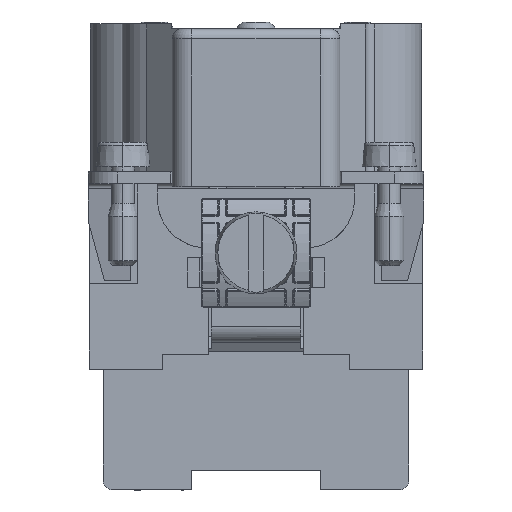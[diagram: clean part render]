
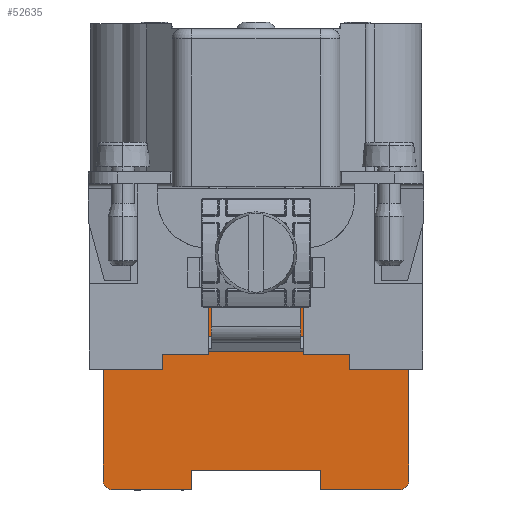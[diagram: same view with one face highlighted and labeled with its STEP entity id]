
A CAD part, front view. The second image highlights one B-rep face of the part: STEP entity #52635.
In plain terms, the highlighted planar face has unit normal (0, -1, 0).
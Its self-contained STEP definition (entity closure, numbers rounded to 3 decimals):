
#52489=AXIS2_PLACEMENT_3D('Plane Axis2P3D',#52486,#52487,#52488) ;
#52547=AXIS2_PLACEMENT_3D('Circle Axis2P3D',#52545,#52546,$) ;
#52589=AXIS2_PLACEMENT_3D('Circle Axis2P3D',#52587,#52588,$) ;
#48389=CARTESIAN_POINT('Vertex',(20.4,14.5,18.75)) ;
#48431=CARTESIAN_POINT('Vertex',(13.603,14.5,18.75)) ;
#48434=CARTESIAN_POINT('Line Origine',(17.001,14.5,18.75)) ;
#52441=CARTESIAN_POINT('Vertex',(12.2,14.5,16.05)) ;
#52444=CARTESIAN_POINT('Line Origine',(12.2,14.5,17.4)) ;
#52448=CARTESIAN_POINT('Vertex',(12.2,14.5,18.75)) ;
#52486=CARTESIAN_POINT('Axis2P3D Location',(21.8,14.5,12.25)) ;
#52491=CARTESIAN_POINT('Line Origine',(24.15,14.5,16.05)) ;
#52495=CARTESIAN_POINT('Vertex',(21.8,14.5,16.05)) ;
#52497=CARTESIAN_POINT('Vertex',(26.5,14.5,16.05)) ;
#52500=CARTESIAN_POINT('Line Origine',(21.8,14.5,17.4)) ;
#52504=CARTESIAN_POINT('Vertex',(21.8,14.5,18.75)) ;
#52507=CARTESIAN_POINT('Line Origine',(21.1,14.5,18.75)) ;
#52512=CARTESIAN_POINT('Line Origine',(12.901,14.5,18.75)) ;
#52517=CARTESIAN_POINT('Line Origine',(9.85,14.5,16.05)) ;
#52521=CARTESIAN_POINT('Vertex',(7.5,14.5,16.05)) ;
#52524=CARTESIAN_POINT('Line Origine',(7.5,14.5,14.15)) ;
#52528=CARTESIAN_POINT('Vertex',(7.5,14.5,12.25)) ;
#52531=CARTESIAN_POINT('Line Origine',(4.5,14.5,12.25)) ;
#52535=CARTESIAN_POINT('Vertex',(1.5,14.5,12.25)) ;
#52538=CARTESIAN_POINT('Line Origine',(1.5,14.5,6.625)) ;
#52542=CARTESIAN_POINT('Vertex',(1.5,14.5,1.)) ;
#52545=CARTESIAN_POINT('Axis2P3D Location',(2.5,14.5,1.)) ;
#52549=CARTESIAN_POINT('Vertex',(2.5,14.5,0.)) ;
#52552=CARTESIAN_POINT('Line Origine',(6.5,14.5,0.)) ;
#52556=CARTESIAN_POINT('Vertex',(10.5,14.5,0.)) ;
#52559=CARTESIAN_POINT('Line Origine',(10.5,14.5,1.)) ;
#52563=CARTESIAN_POINT('Vertex',(10.5,14.5,2.)) ;
#52566=CARTESIAN_POINT('Line Origine',(17.,14.5,2.)) ;
#52570=CARTESIAN_POINT('Vertex',(23.5,14.5,2.)) ;
#52573=CARTESIAN_POINT('Line Origine',(23.5,14.5,1.)) ;
#52577=CARTESIAN_POINT('Vertex',(23.5,14.5,0.)) ;
#52580=CARTESIAN_POINT('Line Origine',(27.5,14.5,0.)) ;
#52584=CARTESIAN_POINT('Vertex',(31.5,14.5,0.)) ;
#52587=CARTESIAN_POINT('Axis2P3D Location',(31.5,14.5,1.)) ;
#52591=CARTESIAN_POINT('Vertex',(32.5,14.5,1.)) ;
#52594=CARTESIAN_POINT('Line Origine',(32.5,14.5,6.625)) ;
#52598=CARTESIAN_POINT('Vertex',(32.5,14.5,12.25)) ;
#52601=CARTESIAN_POINT('Line Origine',(29.5,14.5,12.25)) ;
#52605=CARTESIAN_POINT('Vertex',(26.5,14.5,12.25)) ;
#52608=CARTESIAN_POINT('Line Origine',(26.5,14.5,14.15)) ;
#48435=DIRECTION('Vector Direction',(-1.,0.,0.)) ;
#52445=DIRECTION('Vector Direction',(0.,0.,1.)) ;
#52487=DIRECTION('Axis2P3D Direction',(0.,1.,0.)) ;
#52488=DIRECTION('Axis2P3D XDirection',(0.,0.,1.)) ;
#52492=DIRECTION('Vector Direction',(1.,0.,0.)) ;
#52501=DIRECTION('Vector Direction',(0.,0.,1.)) ;
#52508=DIRECTION('Vector Direction',(-1.,0.,0.)) ;
#52513=DIRECTION('Vector Direction',(-1.,0.,0.)) ;
#52518=DIRECTION('Vector Direction',(1.,0.,0.)) ;
#52525=DIRECTION('Vector Direction',(0.,0.,-1.)) ;
#52532=DIRECTION('Vector Direction',(-1.,0.,0.)) ;
#52539=DIRECTION('Vector Direction',(0.,0.,1.)) ;
#52546=DIRECTION('Axis2P3D Direction',(0.,1.,0.)) ;
#52553=DIRECTION('Vector Direction',(-1.,0.,0.)) ;
#52560=DIRECTION('Vector Direction',(0.,0.,-1.)) ;
#52567=DIRECTION('Vector Direction',(-1.,0.,0.)) ;
#52574=DIRECTION('Vector Direction',(0.,0.,-1.)) ;
#52581=DIRECTION('Vector Direction',(-1.,0.,0.)) ;
#52588=DIRECTION('Axis2P3D Direction',(0.,1.,0.)) ;
#52595=DIRECTION('Vector Direction',(0.,0.,1.)) ;
#52602=DIRECTION('Vector Direction',(-1.,0.,0.)) ;
#52609=DIRECTION('Vector Direction',(0.,0.,-1.)) ;
#48436=VECTOR('Line Direction',#48435,1.) ;
#52446=VECTOR('Line Direction',#52445,1.) ;
#52493=VECTOR('Line Direction',#52492,1.) ;
#52502=VECTOR('Line Direction',#52501,1.) ;
#52509=VECTOR('Line Direction',#52508,1.) ;
#52514=VECTOR('Line Direction',#52513,1.) ;
#52519=VECTOR('Line Direction',#52518,1.) ;
#52526=VECTOR('Line Direction',#52525,1.) ;
#52533=VECTOR('Line Direction',#52532,1.) ;
#52540=VECTOR('Line Direction',#52539,1.) ;
#52554=VECTOR('Line Direction',#52553,1.) ;
#52561=VECTOR('Line Direction',#52560,1.) ;
#52568=VECTOR('Line Direction',#52567,1.) ;
#52575=VECTOR('Line Direction',#52574,1.) ;
#52582=VECTOR('Line Direction',#52581,1.) ;
#52596=VECTOR('Line Direction',#52595,1.) ;
#52603=VECTOR('Line Direction',#52602,1.) ;
#52610=VECTOR('Line Direction',#52609,1.) ;
#52614=ORIENTED_EDGE('',*,*,#52499,.F.) ;
#52615=ORIENTED_EDGE('',*,*,#52506,.T.) ;
#52616=ORIENTED_EDGE('',*,*,#52511,.T.) ;
#52617=ORIENTED_EDGE('',*,*,#48438,.T.) ;
#52618=ORIENTED_EDGE('',*,*,#52516,.T.) ;
#52619=ORIENTED_EDGE('',*,*,#52450,.F.) ;
#52620=ORIENTED_EDGE('',*,*,#52523,.F.) ;
#52621=ORIENTED_EDGE('',*,*,#52530,.T.) ;
#52622=ORIENTED_EDGE('',*,*,#52537,.T.) ;
#52623=ORIENTED_EDGE('',*,*,#52544,.F.) ;
#52624=ORIENTED_EDGE('',*,*,#52551,.T.) ;
#52625=ORIENTED_EDGE('',*,*,#52558,.F.) ;
#52626=ORIENTED_EDGE('',*,*,#52565,.F.) ;
#52627=ORIENTED_EDGE('',*,*,#52572,.F.) ;
#52628=ORIENTED_EDGE('',*,*,#52579,.T.) ;
#52629=ORIENTED_EDGE('',*,*,#52586,.F.) ;
#52630=ORIENTED_EDGE('',*,*,#52593,.T.) ;
#52631=ORIENTED_EDGE('',*,*,#52600,.T.) ;
#52632=ORIENTED_EDGE('',*,*,#52607,.T.) ;
#52633=ORIENTED_EDGE('',*,*,#52612,.F.) ;
#52635=ADVANCED_FACE('Hauptk\X2\00F6\X0\rper',(#52634),#52490,.F.) ;
#52548=CIRCLE('generated circle',#52547,1.) ;
#52590=CIRCLE('generated circle',#52589,1.) ;
#48438=EDGE_CURVE('',#48390,#48432,#48437,.T.) ;
#52450=EDGE_CURVE('',#52442,#52449,#52447,.T.) ;
#52499=EDGE_CURVE('',#52496,#52498,#52494,.T.) ;
#52506=EDGE_CURVE('',#52496,#52505,#52503,.T.) ;
#52511=EDGE_CURVE('',#52505,#48390,#52510,.T.) ;
#52516=EDGE_CURVE('',#48432,#52449,#52515,.T.) ;
#52523=EDGE_CURVE('',#52522,#52442,#52520,.T.) ;
#52530=EDGE_CURVE('',#52522,#52529,#52527,.T.) ;
#52537=EDGE_CURVE('',#52529,#52536,#52534,.T.) ;
#52544=EDGE_CURVE('',#52543,#52536,#52541,.T.) ;
#52551=EDGE_CURVE('',#52543,#52550,#52548,.F.) ;
#52558=EDGE_CURVE('',#52557,#52550,#52555,.T.) ;
#52565=EDGE_CURVE('',#52564,#52557,#52562,.T.) ;
#52572=EDGE_CURVE('',#52571,#52564,#52569,.T.) ;
#52579=EDGE_CURVE('',#52571,#52578,#52576,.T.) ;
#52586=EDGE_CURVE('',#52585,#52578,#52583,.T.) ;
#52593=EDGE_CURVE('',#52585,#52592,#52590,.F.) ;
#52600=EDGE_CURVE('',#52592,#52599,#52597,.T.) ;
#52607=EDGE_CURVE('',#52599,#52606,#52604,.T.) ;
#52612=EDGE_CURVE('',#52498,#52606,#52611,.T.) ;
#52613=EDGE_LOOP('',(#52614,#52615,#52616,#52617,#52618,#52619,#52620,#52621,#52622,#52623,#52624,#52625,#52626,#52627,#52628,#52629,#52630,#52631,#52632,#52633)) ;
#52634=FACE_OUTER_BOUND('',#52613,.T.) ;
#48437=LINE('Line',#48434,#48436) ;
#52447=LINE('Line',#52444,#52446) ;
#52494=LINE('Line',#52491,#52493) ;
#52503=LINE('Line',#52500,#52502) ;
#52510=LINE('Line',#52507,#52509) ;
#52515=LINE('Line',#52512,#52514) ;
#52520=LINE('Line',#52517,#52519) ;
#52527=LINE('Line',#52524,#52526) ;
#52534=LINE('Line',#52531,#52533) ;
#52541=LINE('Line',#52538,#52540) ;
#52555=LINE('Line',#52552,#52554) ;
#52562=LINE('Line',#52559,#52561) ;
#52569=LINE('Line',#52566,#52568) ;
#52576=LINE('Line',#52573,#52575) ;
#52583=LINE('Line',#52580,#52582) ;
#52597=LINE('Line',#52594,#52596) ;
#52604=LINE('Line',#52601,#52603) ;
#52611=LINE('Line',#52608,#52610) ;
#52490=PLANE('',#52489) ;
#48390=VERTEX_POINT('',#48389) ;
#48432=VERTEX_POINT('',#48431) ;
#52442=VERTEX_POINT('',#52441) ;
#52449=VERTEX_POINT('',#52448) ;
#52496=VERTEX_POINT('',#52495) ;
#52498=VERTEX_POINT('',#52497) ;
#52505=VERTEX_POINT('',#52504) ;
#52522=VERTEX_POINT('',#52521) ;
#52529=VERTEX_POINT('',#52528) ;
#52536=VERTEX_POINT('',#52535) ;
#52543=VERTEX_POINT('',#52542) ;
#52550=VERTEX_POINT('',#52549) ;
#52557=VERTEX_POINT('',#52556) ;
#52564=VERTEX_POINT('',#52563) ;
#52571=VERTEX_POINT('',#52570) ;
#52578=VERTEX_POINT('',#52577) ;
#52585=VERTEX_POINT('',#52584) ;
#52592=VERTEX_POINT('',#52591) ;
#52599=VERTEX_POINT('',#52598) ;
#52606=VERTEX_POINT('',#52605) ;
